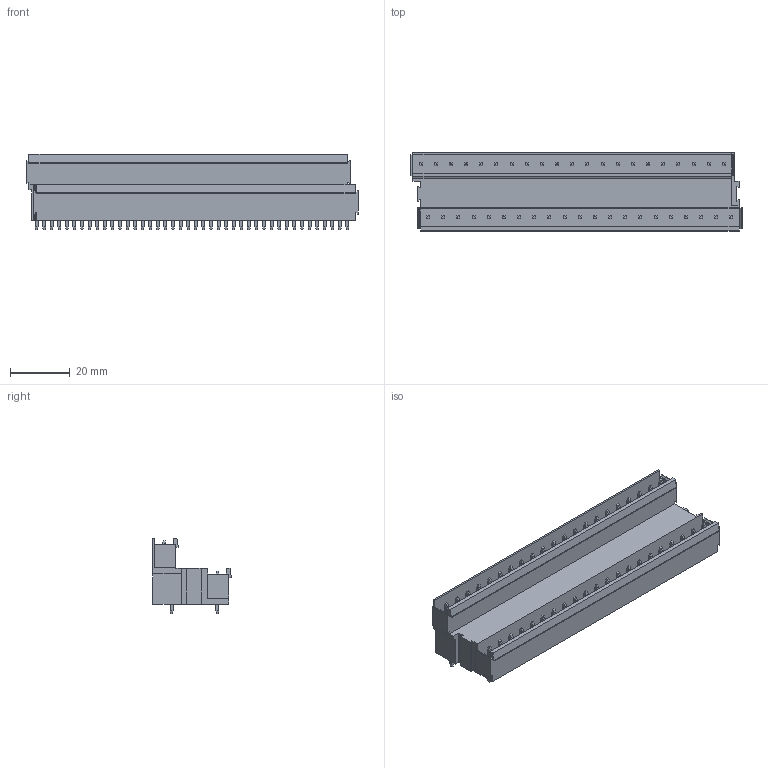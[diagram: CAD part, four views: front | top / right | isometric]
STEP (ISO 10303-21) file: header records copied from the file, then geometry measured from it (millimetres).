
FILE_DESCRIPTION(('CATIA V5 STEP Exchange','CAx-IF Rec.Pracs.--- Model Styling and Organization---1.2---2011-12-15'),'2;1');
FILE_NAME ('D1455013_0_1726930000_1726930000.stp','2018-11-10T05:06:27+00:00',('none'),('Weidmueller'),'CATIA Version 5-6 Release 2014','CATIA V5 STEP AP214','none');
FILE_SCHEMA(('AUTOMOTIVE_DESIGN { 1 0 10303 214 1 1 1 1 }'));
Length unit declared in the file: millimetre
Products named in the file (1): 1726930000
Bounding box: 111.22 x 26.28 x 25.36 mm (x, y, z)
Volume: 30911.5 mm3; surface area: 19901.9 mm2
Topology: 43 solids, 43 shells, 1179 faces, 2935 edges, 1842 vertices
Faces by surface type: plane 1011, cylinder 168
Entity records: 30272 total; most frequent: ORIENTED_EDGE 5870, CARTESIAN_POINT 5549, DIRECTION 3469, EDGE_CURVE 2935, VECTOR 2263, LINE 2263, VERTEX_POINT 1842, EDGE_LOOP 1263
